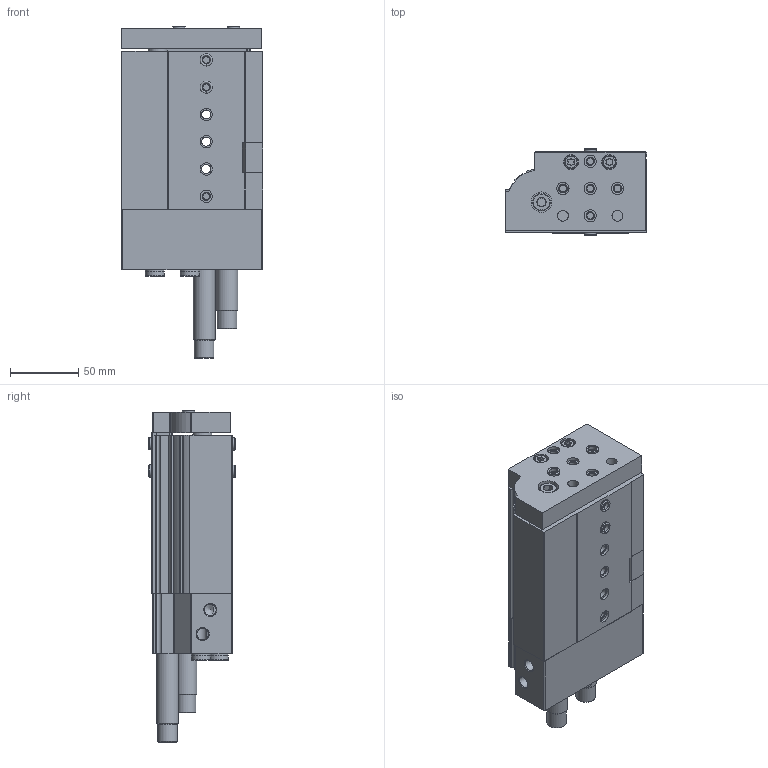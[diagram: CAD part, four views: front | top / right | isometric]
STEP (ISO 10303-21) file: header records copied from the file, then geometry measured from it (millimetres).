
FILE_DESCRIPTION(/* description */ ('STEP AP214'),/* implementation_level */ '2;1');
FILE_NAME(/* name */ '544048_DGSL-25-30-Y3A',/* time_stamp */ '2024-08-16T03:45:53+02:00',/* author */ ('License CC BY-ND 4.0'),/* organization */ ('CADENAS'),/* preprocessor_version */ 'ST-DEVELOPER v19.3',/* originating_system */ 'PARTsolutions',/* authorisation */ ' ');
FILE_SCHEMA (('AUTOMOTIVE_DESIGN {1 0 10303 214 3 1 1}'));
Length unit declared in the file: millimetre
Products named in the file (7): 544048 DGSL-25-30-Y3A---(0); DGSL-25---(30-0-0-30-zr); 548075 DYSW-12-20-Y1F---(SD_0); 3568 B-1/8; 686789 DGSL-25-AS; DGSL-25---(30-0-JP); 8137184 ZBH-9-B
Assembly tree (13 placements, depth 2):
  544048 DGSL-25-30-Y3A---(0)
    DGSL-25---(30-0-0-30-zr)
    548075 DYSW-12-20-Y1F---(SD_0)  x2
    3568 B-1/8  x2
    686789 DGSL-25-AS
    DGSL-25---(30-0-JP)
    8137184 ZBH-9-B  x6
Bounding box: 104 x 63.6 x 243.55 mm (x, y, z)
Volume: 854761.9 mm3; surface area: 163614.1 mm2
Topology: 13 solids, 13 shells, 646 faces, 1581 edges, 1033 vertices
Faces by surface type: plane 322, cylinder 244, cone 59, torus 19, sphere 2
Full cylindrical faces by diameter (mm): 3.242 x1, 4.917 x11, 6 x2, 6.6 x3, 6.647 x1, 7.8 x2, 8 x3, 8.4 x1, 8.566 x4, 9 x14, 9.728 x2, 10 x8, 11 x12, 11.2 x5, 12 x2, 12.6 x2, 13 x2, 14 x4, 14.07 x2, 14.4 x2, 14.917 x2, 15 x2, 16 x2, 32 x2
Entity records: 16917 total; most frequent: CARTESIAN_POINT 2964, DIRECTION 2942, ORIENTED_EDGE 2556, EDGE_CURVE 1278, AXIS2_PLACEMENT_3D 1109, VERTEX_POINT 921, FACE_BOUND 823, EDGE_LOOP 818
